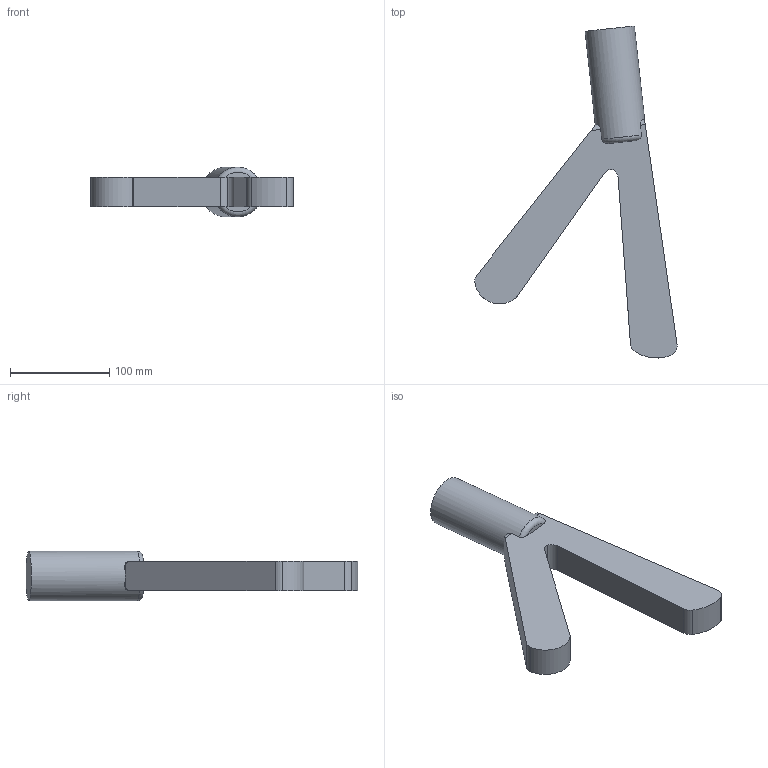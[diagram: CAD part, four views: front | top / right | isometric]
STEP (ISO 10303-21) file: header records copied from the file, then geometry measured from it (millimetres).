
FILE_DESCRIPTION(('STEP AP214'), '1');
FILE_NAME('錒襡鴀', '', ('UNSPECIFIED'), ('UNSPECIFIED'), 'ASCON STEP Converter 1.3', 'ASCON Math Kernel', '');
FILE_SCHEMA(('AUTOMOTIVE_DESIGN { 1 0 10303 214 3 1 1}'));
Length unit declared in the file: millimetre
Bounding box: 203.96 x 334.63 x 50.04 mm (x, y, z)
Volume: 729469.5 mm3; surface area: 79636.7 mm2
Topology: 1 solids, 1 shells, 28 faces, 78 edges, 52 vertices
Faces by surface type: cylinder 13, plane 13, torus 2
Full cylindrical faces by diameter (mm): 50.04 x1
Entity records: 1628 total; most frequent: CARTESIAN_POINT 653, ORIENTED_EDGE 154, DIRECTION 145, EDGE_CURVE 77, AXIS2_PLACEMENT_3D 54, VERTEX_POINT 52, LINE 37, VECTOR 37
